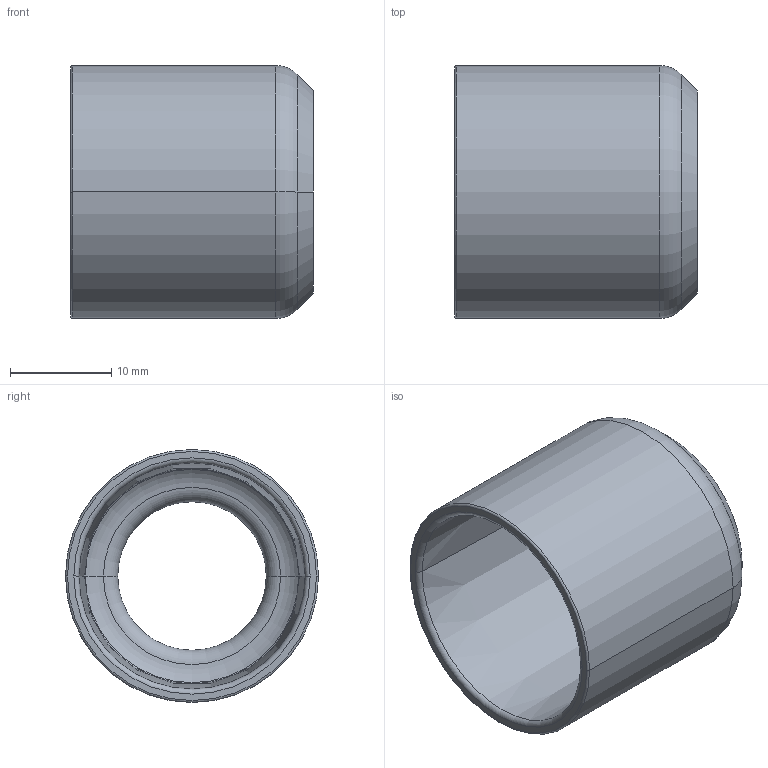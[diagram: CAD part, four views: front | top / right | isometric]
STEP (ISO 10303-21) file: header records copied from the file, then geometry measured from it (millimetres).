
FILE_DESCRIPTION (( 'STEP AP203' ), '1' );
FILE_NAME ('ISO 5356 M25 F22.STEP', '2020-03-25T04:41:31', ( '' ), ( '' ), 'SwSTEP 2.0', 'SolidWorks 2018', '' );
FILE_SCHEMA (( 'CONFIG_CONTROL_DESIGN' ));
Length unit declared in the file: millimetre
Products named in the file (1): ISO 5356 M25 F22
Bounding box: 24 x 25 x 25 mm (x, y, z)
Volume: 2985 mm3; surface area: 3860.2 mm2
Topology: 1 solids, 1 shells, 22 faces, 44 edges, 24 vertices
Faces by surface type: torus 10, cone 6, cylinder 4, plane 2
Entity records: 655 total; most frequent: DIRECTION 124, CARTESIAN_POINT 91, ORIENTED_EDGE 88, AXIS2_PLACEMENT_3D 57, EDGE_CURVE 44, CIRCLE 34, EDGE_LOOP 24, VERTEX_POINT 24
